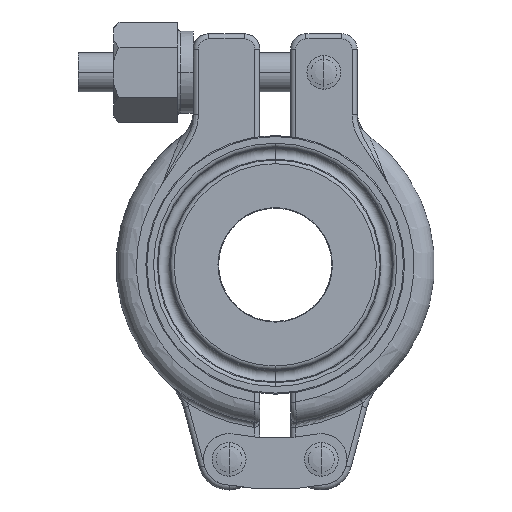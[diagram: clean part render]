
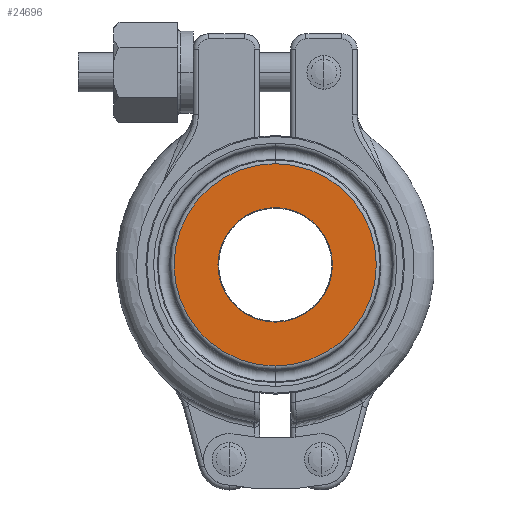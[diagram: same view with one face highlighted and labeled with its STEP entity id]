
A CAD part, left-side view. The second image highlights one B-rep face of the part: STEP entity #24696.
In plain terms, the highlighted planar face has unit normal (-1, 0, 0).
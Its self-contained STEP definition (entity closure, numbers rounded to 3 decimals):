
#12 = VERTEX_POINT ( 'NONE', #9179 ) ;
#30 = DIRECTION ( 'NONE',  ( -1., 0., 0. ) ) ;
#325 = EDGE_CURVE ( 'NONE', #17925, #1890, #20942, .T. ) ;
#433 = CIRCLE ( 'NONE', #24515, 11.18 ) ;
#1601 = CARTESIAN_POINT ( 'NONE',  ( 0., 11.18, 0. ) ) ;
#1890 = VERTEX_POINT ( 'NONE', #3434 ) ;
#2270 = CARTESIAN_POINT ( 'NONE',  ( 0., 0., 0. ) ) ;
#2533 = ORIENTED_EDGE ( 'NONE', *, *, #325, .F. ) ;
#3065 = EDGE_CURVE ( 'NONE', #26550, #12, #13515, .T. ) ;
#3434 = CARTESIAN_POINT ( 'NONE',  ( 0., 0., 11.18 ) ) ;
#4733 = CARTESIAN_POINT ( 'NONE',  ( 0., 0., -19.747 ) ) ;
#6032 = AXIS2_PLACEMENT_3D ( 'NONE', #2270, #10690, #25171 ) ;
#6061 = DIRECTION ( 'NONE',  ( 0., 0., 1. ) ) ;
#7940 = AXIS2_PLACEMENT_3D ( 'NONE', #1601, #20034, #17730 ) ;
#9105 = DIRECTION ( 'NONE',  ( -1., 0., 0. ) ) ;
#9179 = CARTESIAN_POINT ( 'NONE',  ( 0., 0., 19.747 ) ) ;
#10690 = DIRECTION ( 'NONE',  ( -1., 0., 0. ) ) ;
#11314 = EDGE_LOOP ( 'NONE', ( #15379, #2533 ) ) ;
#12087 = ORIENTED_EDGE ( 'NONE', *, *, #17321, .T. ) ;
#12096 = PLANE ( 'NONE',  #7940 ) ;
#12143 = AXIS2_PLACEMENT_3D ( 'NONE', #25125, #30, #6061 ) ;
#13319 = EDGE_CURVE ( 'NONE', #1890, #17925, #433, .T. ) ;
#13515 = CIRCLE ( 'NONE', #6032, 19.747 ) ;
#14397 = DIRECTION ( 'NONE',  ( 0., 0., 1. ) ) ;
#14458 = ORIENTED_EDGE ( 'NONE', *, *, #3065, .T. ) ;
#14538 = DIRECTION ( 'NONE',  ( -1., 0., 0. ) ) ;
#14790 = CIRCLE ( 'NONE', #12143, 19.747 ) ;
#14958 = EDGE_LOOP ( 'NONE', ( #12087, #14458 ) ) ;
#15270 = AXIS2_PLACEMENT_3D ( 'NONE', #18630, #14538, #14397 ) ;
#15379 = ORIENTED_EDGE ( 'NONE', *, *, #13319, .F. ) ;
#16948 = CARTESIAN_POINT ( 'NONE',  ( 0., 0., 0. ) ) ;
#17321 = EDGE_CURVE ( 'NONE', #12, #26550, #14790, .T. ) ;
#17488 = DIRECTION ( 'NONE',  ( 0., 0., 1. ) ) ;
#17730 = DIRECTION ( 'NONE',  ( 0., 0., -1. ) ) ;
#17925 = VERTEX_POINT ( 'NONE', #26491 ) ;
#18630 = CARTESIAN_POINT ( 'NONE',  ( 0., 0., 0. ) ) ;
#20034 = DIRECTION ( 'NONE',  ( 1., 0., 0. ) ) ;
#20942 = CIRCLE ( 'NONE', #15270, 11.18 ) ;
#21955 = FACE_BOUND ( 'NONE', #11314, .T. ) ;
#22486 = FACE_OUTER_BOUND ( 'NONE', #14958, .T. ) ;
#24515 = AXIS2_PLACEMENT_3D ( 'NONE', #16948, #9105, #17488 ) ;
#24696 = ADVANCED_FACE ( 'NONE', ( #21955, #22486 ), #12096, .F. ) ;
#25125 = CARTESIAN_POINT ( 'NONE',  ( 0., 0., 0. ) ) ;
#25171 = DIRECTION ( 'NONE',  ( 0., 0., 1. ) ) ;
#26491 = CARTESIAN_POINT ( 'NONE',  ( 0., 0., -11.18 ) ) ;
#26550 = VERTEX_POINT ( 'NONE', #4733 ) ;
